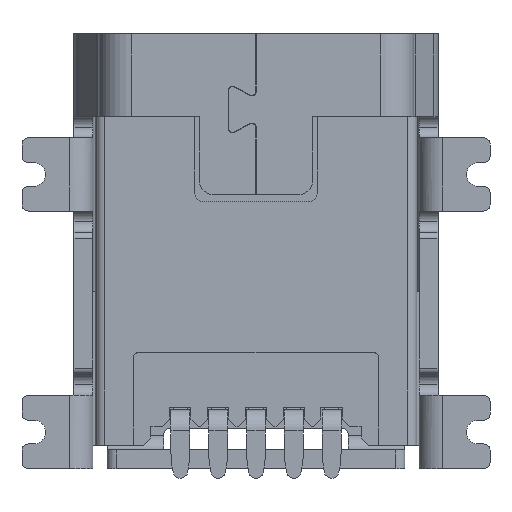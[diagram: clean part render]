
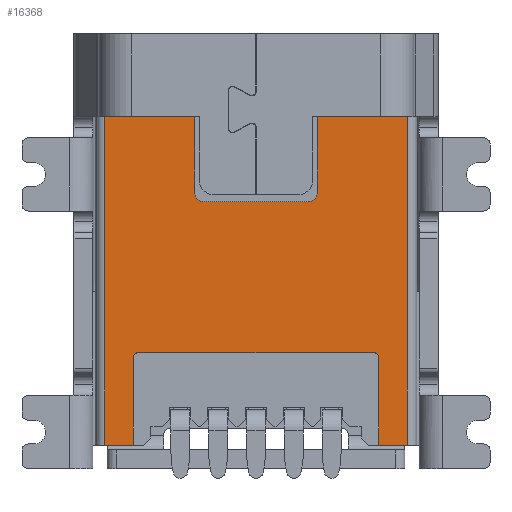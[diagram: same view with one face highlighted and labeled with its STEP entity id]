
A CAD part, front view. The second image highlights one B-rep face of the part: STEP entity #16368.
In plain terms, the highlighted planar face has unit normal (0, -1, 0).
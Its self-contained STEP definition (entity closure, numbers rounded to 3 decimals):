
#122 = EDGE_CURVE ( 'NONE', #21591, #559, #13506, .T. ) ;
#559 = VERTEX_POINT ( 'NONE', #18188 ) ;
#867 = DIRECTION ( 'NONE',  ( -1., 0., 0. ) ) ;
#895 = DIRECTION ( 'NONE',  ( -1., 0., 0. ) ) ;
#1257 = DIRECTION ( 'NONE',  ( 1., 0., 0. ) ) ;
#1366 = CARTESIAN_POINT ( 'NONE',  ( 0., 0.15, 2.95 ) ) ;
#1526 = CIRCLE ( 'NONE', #18723, 0.2 ) ;
#1534 = ORIENTED_EDGE ( 'NONE', *, *, #6992, .F. ) ;
#1908 = ORIENTED_EDGE ( 'NONE', *, *, #25972, .T. ) ;
#2732 = CARTESIAN_POINT ( 'NONE',  ( 0., 0.15, -4. ) ) ;
#2740 = EDGE_CURVE ( 'NONE', #7954, #14286, #27409, .T. ) ;
#3075 = VECTOR ( 'NONE', #14068, 1000. ) ;
#3453 = DIRECTION ( 'NONE',  ( 0., 1., 0. ) ) ;
#3618 = VERTEX_POINT ( 'NONE', #23759 ) ;
#3795 = EDGE_CURVE ( 'NONE', #21591, #21304, #1526, .T. ) ;
#4263 = VECTOR ( 'NONE', #19731, 1000. ) ;
#4316 = CARTESIAN_POINT ( 'NONE',  ( 0., 0.15, 1.15 ) ) ;
#4561 = EDGE_LOOP ( 'NONE', ( #27198, #5651, #27405, #1908, #17192, #1534, #24330, #18431, #9921, #14484, #17294, #16943, #10590, #26435, #4870, #24203 ) ) ;
#4870 = ORIENTED_EDGE ( 'NONE', *, *, #16196, .T. ) ;
#4921 = CARTESIAN_POINT ( 'NONE',  ( -2.6, 0.15, -2.15 ) ) ;
#5489 = AXIS2_PLACEMENT_3D ( 'NONE', #14400, #3453, #1257 ) ;
#5651 = ORIENTED_EDGE ( 'NONE', *, *, #14150, .F. ) ;
#6057 = VECTOR ( 'NONE', #19579, 1000. ) ;
#6736 = DIRECTION ( 'NONE',  ( 1., 0., 0. ) ) ;
#6955 = EDGE_CURVE ( 'NONE', #8728, #17970, #20008, .T. ) ;
#6992 = EDGE_CURVE ( 'NONE', #23226, #17970, #23483, .T. ) ;
#7195 = CARTESIAN_POINT ( 'NONE',  ( 3.2, 0.15, -8.944 ) ) ;
#7252 = VERTEX_POINT ( 'NONE', #4921 ) ;
#7346 = DIRECTION ( 'NONE',  ( 0., -1., 0. ) ) ;
#7521 = CARTESIAN_POINT ( 'NONE',  ( 2.5, 0.15, -2.05 ) ) ;
#7668 = CARTESIAN_POINT ( 'NONE',  ( -1.3, 0.15, 2.95 ) ) ;
#7682 = CARTESIAN_POINT ( 'NONE',  ( -3.2, 0.15, 2.95 ) ) ;
#7910 = CARTESIAN_POINT ( 'NONE',  ( -1.3, 0.15, 1.35 ) ) ;
#7954 = VERTEX_POINT ( 'NONE', #14405 ) ;
#8002 = CARTESIAN_POINT ( 'NONE',  ( 1.3, 0.15, 2.95 ) ) ;
#8294 = VECTOR ( 'NONE', #19461, 1000. ) ;
#8407 = VERTEX_POINT ( 'NONE', #7682 ) ;
#8443 = VECTOR ( 'NONE', #895, 1000. ) ;
#8728 = VERTEX_POINT ( 'NONE', #21985 ) ;
#9116 = CARTESIAN_POINT ( 'NONE',  ( 0., 0.15, 2.95 ) ) ;
#9895 = VECTOR ( 'NONE', #18681, 1000. ) ;
#9921 = ORIENTED_EDGE ( 'NONE', *, *, #3795, .F. ) ;
#10213 = CARTESIAN_POINT ( 'NONE',  ( 0., 0.15, -4. ) ) ;
#10590 = ORIENTED_EDGE ( 'NONE', *, *, #22606, .T. ) ;
#10911 = CARTESIAN_POINT ( 'NONE',  ( -2.6, 0.15, -4. ) ) ;
#10922 = CIRCLE ( 'NONE', #16603, 0.2 ) ;
#11597 = LINE ( 'NONE', #10911, #15750 ) ;
#11742 = VECTOR ( 'NONE', #14327, 1000. ) ;
#11783 = LINE ( 'NONE', #2732, #19358 ) ;
#11872 = LINE ( 'NONE', #24333, #6057 ) ;
#12451 = CARTESIAN_POINT ( 'NONE',  ( 1.1, 0.15, 1.15 ) ) ;
#12669 = LINE ( 'NONE', #21181, #9895 ) ;
#12685 = PLANE ( 'NONE',  #20223 ) ;
#13183 = VECTOR ( 'NONE', #25289, 1000. ) ;
#13506 = LINE ( 'NONE', #7668, #13183 ) ;
#13738 = CARTESIAN_POINT ( 'NONE',  ( -2.6, 0.15, -4. ) ) ;
#13751 = CARTESIAN_POINT ( 'NONE',  ( -3.2, 0.15, -4. ) ) ;
#13842 = CARTESIAN_POINT ( 'NONE',  ( 2.5, 0.15, -2.15 ) ) ;
#13896 = VERTEX_POINT ( 'NONE', #12451 ) ;
#13904 = AXIS2_PLACEMENT_3D ( 'NONE', #13842, #7346, #16175 ) ;
#14068 = DIRECTION ( 'NONE',  ( 0., 0., 1. ) ) ;
#14150 = EDGE_CURVE ( 'NONE', #22997, #7954, #11872, .T. ) ;
#14183 = VERTEX_POINT ( 'NONE', #15715 ) ;
#14286 = VERTEX_POINT ( 'NONE', #26808 ) ;
#14327 = DIRECTION ( 'NONE',  ( 0., 0., 1. ) ) ;
#14400 = CARTESIAN_POINT ( 'NONE',  ( -2.5, 0.15, -2.15 ) ) ;
#14405 = CARTESIAN_POINT ( 'NONE',  ( 2.6, 0.15, -2.15 ) ) ;
#14484 = ORIENTED_EDGE ( 'NONE', *, *, #122, .T. ) ;
#14739 = VECTOR ( 'NONE', #14924, 1000. ) ;
#14924 = DIRECTION ( 'NONE',  ( -1., 0., 0. ) ) ;
#15105 = LINE ( 'NONE', #10213, #14739 ) ;
#15249 = DIRECTION ( 'NONE',  ( 1., 0., 0. ) ) ;
#15715 = CARTESIAN_POINT ( 'NONE',  ( -2.5, 0.15, -2.05 ) ) ;
#15750 = VECTOR ( 'NONE', #17378, 1000. ) ;
#16175 = DIRECTION ( 'NONE',  ( -1., 0., 0. ) ) ;
#16196 = EDGE_CURVE ( 'NONE', #7252, #14183, #26934, .T. ) ;
#16368 = ADVANCED_FACE ( 'NONE', ( #24192 ), #12685, .F. ) ;
#16543 = EDGE_CURVE ( 'NONE', #8407, #559, #27610, .T. ) ;
#16603 = AXIS2_PLACEMENT_3D ( 'NONE', #20739, #22991, #867 ) ;
#16943 = ORIENTED_EDGE ( 'NONE', *, *, #20106, .F. ) ;
#17192 = ORIENTED_EDGE ( 'NONE', *, *, #6955, .T. ) ;
#17251 = EDGE_CURVE ( 'NONE', #3618, #22997, #15105, .T. ) ;
#17294 = ORIENTED_EDGE ( 'NONE', *, *, #16543, .F. ) ;
#17378 = DIRECTION ( 'NONE',  ( 0., 0., 1. ) ) ;
#17753 = DIRECTION ( 'NONE',  ( 0., -1., 0. ) ) ;
#17970 = VERTEX_POINT ( 'NONE', #24369 ) ;
#18188 = CARTESIAN_POINT ( 'NONE',  ( -1.3, 0.15, 2.95 ) ) ;
#18431 = ORIENTED_EDGE ( 'NONE', *, *, #28441, .F. ) ;
#18681 = DIRECTION ( 'NONE',  ( 0., 0., 1. ) ) ;
#18723 = AXIS2_PLACEMENT_3D ( 'NONE', #22087, #17753, #15249 ) ;
#18759 = VERTEX_POINT ( 'NONE', #13738 ) ;
#19315 = VECTOR ( 'NONE', #6736, 1000. ) ;
#19329 = DIRECTION ( 'NONE',  ( 0., 1., 0. ) ) ;
#19358 = VECTOR ( 'NONE', #22586, 1000. ) ;
#19461 = DIRECTION ( 'NONE',  ( -1., 0., 0. ) ) ;
#19579 = DIRECTION ( 'NONE',  ( 0., 0., 1. ) ) ;
#19712 = EDGE_CURVE ( 'NONE', #18759, #7252, #11597, .T. ) ;
#19731 = DIRECTION ( 'NONE',  ( 1., 0., 0. ) ) ;
#20008 = LINE ( 'NONE', #1366, #8294 ) ;
#20106 = EDGE_CURVE ( 'NONE', #23203, #8407, #12669, .T. ) ;
#20149 = LINE ( 'NONE', #7521, #8443 ) ;
#20223 = AXIS2_PLACEMENT_3D ( 'NONE', #23984, #19329, #26189 ) ;
#20601 = CARTESIAN_POINT ( 'NONE',  ( 1.3, 0.15, 1.35 ) ) ;
#20739 = CARTESIAN_POINT ( 'NONE',  ( 1.1, 0.15, 1.35 ) ) ;
#21181 = CARTESIAN_POINT ( 'NONE',  ( -3.2, 0.15, -8.944 ) ) ;
#21304 = VERTEX_POINT ( 'NONE', #26230 ) ;
#21591 = VERTEX_POINT ( 'NONE', #7910 ) ;
#21678 = CARTESIAN_POINT ( 'NONE',  ( 2.6, 0.15, -4. ) ) ;
#21808 = LINE ( 'NONE', #4316, #4263 ) ;
#21985 = CARTESIAN_POINT ( 'NONE',  ( 3.2, 0.15, 2.95 ) ) ;
#22087 = CARTESIAN_POINT ( 'NONE',  ( -1.1, 0.15, 1.35 ) ) ;
#22586 = DIRECTION ( 'NONE',  ( 1., 0., 0. ) ) ;
#22606 = EDGE_CURVE ( 'NONE', #23203, #18759, #11783, .T. ) ;
#22991 = DIRECTION ( 'NONE',  ( 0., 1., 0. ) ) ;
#22997 = VERTEX_POINT ( 'NONE', #21678 ) ;
#23203 = VERTEX_POINT ( 'NONE', #13751 ) ;
#23226 = VERTEX_POINT ( 'NONE', #20601 ) ;
#23483 = LINE ( 'NONE', #8002, #11742 ) ;
#23759 = CARTESIAN_POINT ( 'NONE',  ( 3.2, 0.15, -4. ) ) ;
#23766 = LINE ( 'NONE', #7195, #3075 ) ;
#23984 = CARTESIAN_POINT ( 'NONE',  ( 0., 0.15, -8.944 ) ) ;
#24192 = FACE_OUTER_BOUND ( 'NONE', #4561, .T. ) ;
#24203 = ORIENTED_EDGE ( 'NONE', *, *, #28060, .F. ) ;
#24330 = ORIENTED_EDGE ( 'NONE', *, *, #27051, .T. ) ;
#24333 = CARTESIAN_POINT ( 'NONE',  ( 2.6, 0.15, -4. ) ) ;
#24369 = CARTESIAN_POINT ( 'NONE',  ( 1.3, 0.15, 2.95 ) ) ;
#25289 = DIRECTION ( 'NONE',  ( 0., 0., 1. ) ) ;
#25972 = EDGE_CURVE ( 'NONE', #3618, #8728, #23766, .T. ) ;
#26189 = DIRECTION ( 'NONE',  ( -1., 0., 0. ) ) ;
#26230 = CARTESIAN_POINT ( 'NONE',  ( -1.1, 0.15, 1.15 ) ) ;
#26435 = ORIENTED_EDGE ( 'NONE', *, *, #19712, .T. ) ;
#26808 = CARTESIAN_POINT ( 'NONE',  ( 2.5, 0.15, -2.05 ) ) ;
#26934 = CIRCLE ( 'NONE', #5489, 0.1 ) ;
#27051 = EDGE_CURVE ( 'NONE', #23226, #13896, #10922, .T. ) ;
#27198 = ORIENTED_EDGE ( 'NONE', *, *, #2740, .F. ) ;
#27405 = ORIENTED_EDGE ( 'NONE', *, *, #17251, .F. ) ;
#27409 = CIRCLE ( 'NONE', #13904, 0.1 ) ;
#27610 = LINE ( 'NONE', #9116, #19315 ) ;
#28060 = EDGE_CURVE ( 'NONE', #14286, #14183, #20149, .T. ) ;
#28441 = EDGE_CURVE ( 'NONE', #21304, #13896, #21808, .T. ) ;
